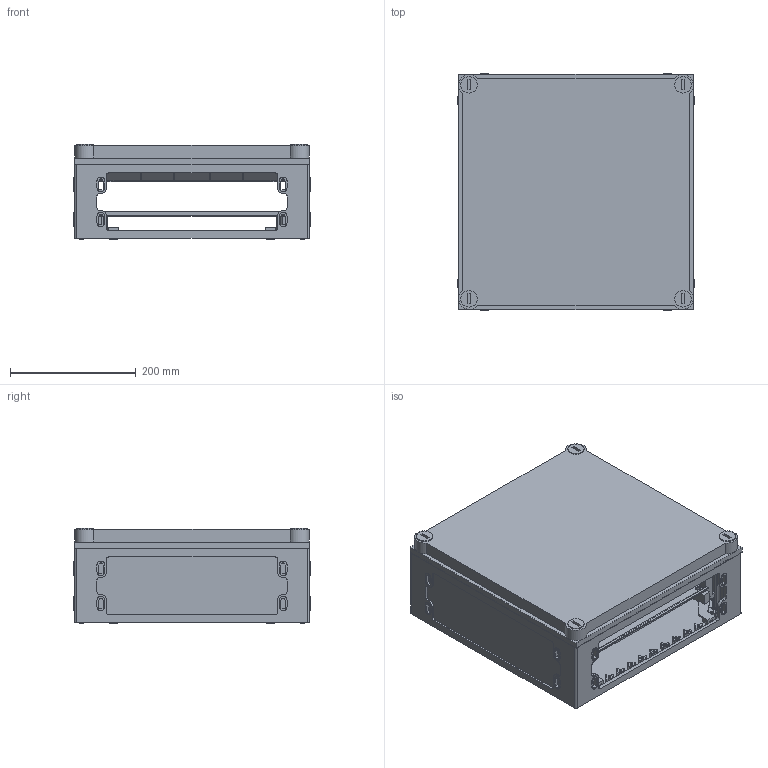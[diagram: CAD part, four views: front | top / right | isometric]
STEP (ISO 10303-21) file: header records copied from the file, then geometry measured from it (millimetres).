
FILE_DESCRIPTION( ( 'STEP AP214' ), '1' );
FILE_NAME( 'av_i44_125.stp', '2021-07-13T10:11:30', ( 'License CC BY-ND 4.0' ), ( 'CADENAS' ), ' ', 'PARTsolutions', ' ' );
FILE_SCHEMA( ( 'AUTOMOTIVE_DESIGN { 1 0 10303 214 1 1 1 1 }' ) );
Length unit declared in the file: millimetre
Products named in the file (5): 059819; _067269_P; _019576_P; _004985_P1; _004985_P1_2
Assembly tree (4 placements, depth 2):
  059819
    _067269_P
    _019576_P
    _004985_P1
    _004985_P1_2
Bounding box: 375 x 375 x 151.5 mm (x, y, z)
Volume: 2423995.7 mm3; surface area: 1393989.3 mm2
Topology: 4 solids, 4 shells, 2332 faces, 6319 edges, 4195 vertices
Faces by surface type: plane 1694, cylinder 626, sphere 8, torus 4
Full cylindrical faces by diameter (mm): 3.85 x52, 4.8 x4, 6 x8, 6.5 x4, 8 x4, 8.094 x6, 9.5 x8, 12 x8, 14.5 x4, 26 x4
Entity records: 90952 total; most frequent: CARTESIAN_POINT 12673, ORIENTED_EDGE 12350, DIRECTION 12204, EDGE_CURVE 6175, LINE 4812, VECTOR 4812, VERTEX_POINT 4165, AXIS2_PLACEMENT_3D 3696
